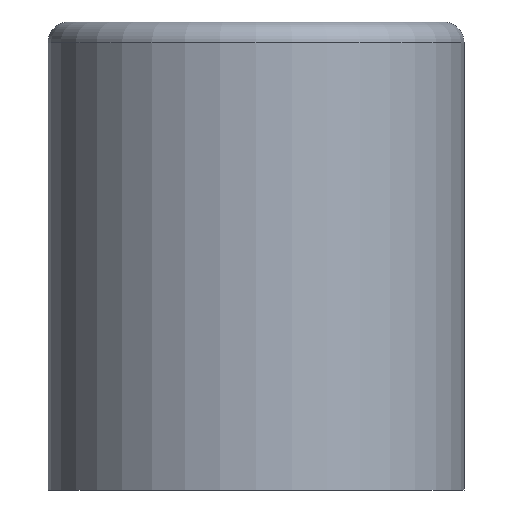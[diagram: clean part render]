
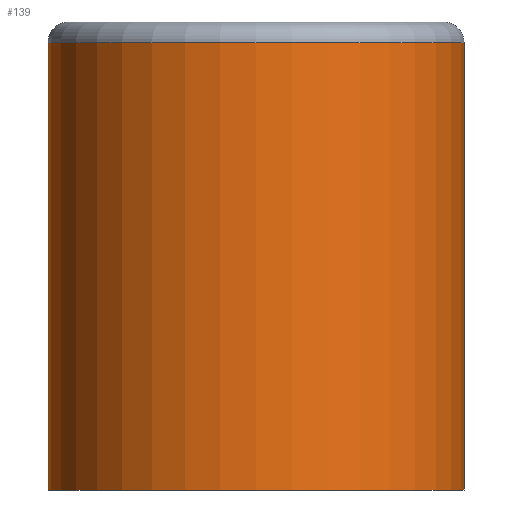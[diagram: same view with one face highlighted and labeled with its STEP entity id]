
A CAD part, front view. The second image highlights one B-rep face of the part: STEP entity #139.
In plain terms, the highlighted cylindrical face has radius 10 mm (diameter 20 mm), a partial arc.
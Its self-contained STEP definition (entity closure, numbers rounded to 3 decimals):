
#5 = CARTESIAN_POINT ( 'NONE',  ( -10., 0., 0. ) ) ;
#10 = VECTOR ( 'NONE', #251, 1000. ) ;
#12 = DIRECTION ( 'NONE',  ( 0., 0., -1. ) ) ;
#19 = CARTESIAN_POINT ( 'NONE',  ( -10., 0., 21.5 ) ) ;
#27 = ORIENTED_EDGE ( 'NONE', *, *, #353, .T. ) ;
#44 = CARTESIAN_POINT ( 'NONE',  ( 0., 0., 0. ) ) ;
#61 = CIRCLE ( 'NONE', #203, 10. ) ;
#70 = DIRECTION ( 'NONE',  ( 0., 0., -1. ) ) ;
#104 = DIRECTION ( 'NONE',  ( 1., 0., 0. ) ) ;
#118 = AXIS2_PLACEMENT_3D ( 'NONE', #341, #70, #229 ) ;
#123 = ORIENTED_EDGE ( 'NONE', *, *, #246, .T. ) ;
#126 = LINE ( 'NONE', #169, #10 ) ;
#130 = DIRECTION ( 'NONE',  ( 0., 0., 1. ) ) ;
#133 = CARTESIAN_POINT ( 'NONE',  ( 10., 0., 0. ) ) ;
#138 = CARTESIAN_POINT ( 'NONE',  ( 10., 0., 21.5 ) ) ;
#139 = ADVANCED_FACE ( 'NONE', ( #194 ), #228, .T. ) ;
#153 = VECTOR ( 'NONE', #12, 1000. ) ;
#169 = CARTESIAN_POINT ( 'NONE',  ( 10., 0., 20. ) ) ;
#185 = EDGE_LOOP ( 'NONE', ( #221, #331, #123, #27 ) ) ;
#194 = FACE_OUTER_BOUND ( 'NONE', #185, .T. ) ;
#201 = CARTESIAN_POINT ( 'NONE',  ( -10., 0., 20. ) ) ;
#203 = AXIS2_PLACEMENT_3D ( 'NONE', #44, #130, #227 ) ;
#221 = ORIENTED_EDGE ( 'NONE', *, *, #288, .F. ) ;
#227 = DIRECTION ( 'NONE',  ( 1., 0., 0. ) ) ;
#228 = CYLINDRICAL_SURFACE ( 'NONE', #118, 10. ) ;
#229 = DIRECTION ( 'NONE',  ( -1., 0., 0. ) ) ;
#240 = VERTEX_POINT ( 'NONE', #19 ) ;
#243 = VERTEX_POINT ( 'NONE', #138 ) ;
#245 = EDGE_CURVE ( 'NONE', #243, #240, #324, .T. ) ;
#246 = EDGE_CURVE ( 'NONE', #240, #247, #314, .T. ) ;
#247 = VERTEX_POINT ( 'NONE', #5 ) ;
#251 = DIRECTION ( 'NONE',  ( 0., 0., -1. ) ) ;
#261 = CARTESIAN_POINT ( 'NONE',  ( 0., 0., 21.5 ) ) ;
#288 = EDGE_CURVE ( 'NONE', #243, #312, #126, .T. ) ;
#312 = VERTEX_POINT ( 'NONE', #133 ) ;
#314 = LINE ( 'NONE', #201, #153 ) ;
#324 = CIRCLE ( 'NONE', #379, 10. ) ;
#331 = ORIENTED_EDGE ( 'NONE', *, *, #245, .T. ) ;
#341 = CARTESIAN_POINT ( 'NONE',  ( 0., 0., 20. ) ) ;
#353 = EDGE_CURVE ( 'NONE', #247, #312, #61, .T. ) ;
#367 = DIRECTION ( 'NONE',  ( 0., 0., -1. ) ) ;
#379 = AXIS2_PLACEMENT_3D ( 'NONE', #261, #367, #104 ) ;
